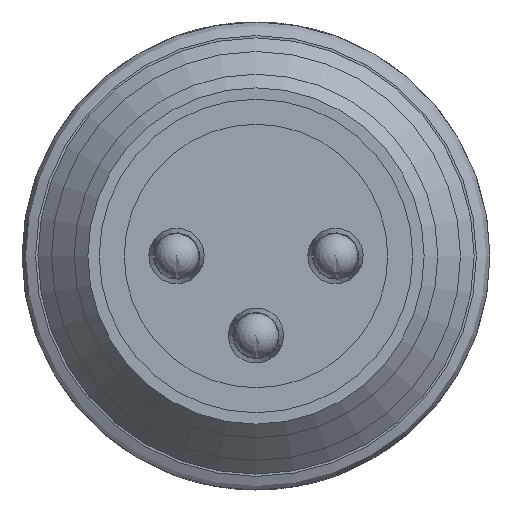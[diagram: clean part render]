
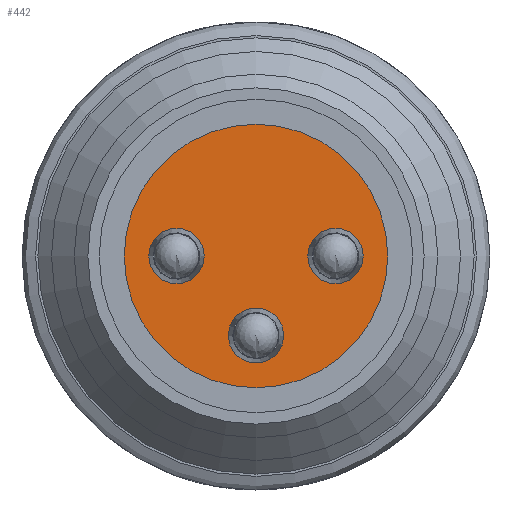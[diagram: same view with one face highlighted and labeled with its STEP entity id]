
A CAD part, left-side view. The second image highlights one B-rep face of the part: STEP entity #442.
In plain terms, the highlighted planar face has unit normal (-1, 0, 0).
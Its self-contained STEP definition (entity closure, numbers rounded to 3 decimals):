
#191=PLANE('',#2389);
#442=ADVANCED_FACE('',(#600,#601,#602,#603),#191,.T.);
#600=FACE_BOUND('',#822,.T.);
#601=FACE_BOUND('',#823,.T.);
#602=FACE_BOUND('',#824,.T.);
#603=FACE_BOUND('',#825,.T.);
#822=EDGE_LOOP('',(#1312));
#823=EDGE_LOOP('',(#1313));
#824=EDGE_LOOP('',(#1314));
#825=EDGE_LOOP('',(#1315));
#1312=ORIENTED_EDGE('',*,*,#1744,.F.);
#1313=ORIENTED_EDGE('',*,*,#1743,.T.);
#1314=ORIENTED_EDGE('',*,*,#1742,.T.);
#1315=ORIENTED_EDGE('',*,*,#1741,.T.);
#1496=VERTEX_POINT('',#5439);
#1497=VERTEX_POINT('',#5442);
#1498=VERTEX_POINT('',#5445);
#1499=VERTEX_POINT('',#5448);
#1741=EDGE_CURVE('',#1496,#1496,#1888,.T.);
#1742=EDGE_CURVE('',#1497,#1497,#1889,.T.);
#1743=EDGE_CURVE('',#1498,#1498,#1890,.T.);
#1744=EDGE_CURVE('',#1499,#1499,#1891,.T.);
#1888=CIRCLE('',#2382,0.613);
#1889=CIRCLE('',#2384,0.613);
#1890=CIRCLE('',#2386,0.613);
#1891=CIRCLE('',#2388,2.9);
#2382=AXIS2_PLACEMENT_3D('',#5438,#2912,#2913);
#2384=AXIS2_PLACEMENT_3D('',#5441,#2916,#2917);
#2386=AXIS2_PLACEMENT_3D('',#5444,#2920,#2921);
#2388=AXIS2_PLACEMENT_3D('',#5447,#2924,#2925);
#2389=AXIS2_PLACEMENT_3D('',#5449,#2926,#2927);
#2912=DIRECTION('',(1.,0.,0.));
#2913=DIRECTION('',(0.,1.,0.));
#2916=DIRECTION('',(1.,0.,0.));
#2917=DIRECTION('',(0.,1.,0.));
#2920=DIRECTION('',(1.,0.,0.));
#2921=DIRECTION('',(0.,1.,0.));
#2924=DIRECTION('',(1.,0.,0.));
#2925=DIRECTION('',(0.,-1.,0.));
#2926=DIRECTION('',(-1.,0.,0.));
#2927=DIRECTION('',(0.,1.,0.));
#5438=CARTESIAN_POINT('',(40.9,51.75,0.));
#5439=CARTESIAN_POINT('',(40.9,52.363,0.));
#5441=CARTESIAN_POINT('',(40.9,48.25,0.));
#5442=CARTESIAN_POINT('',(40.9,48.863,0.));
#5444=CARTESIAN_POINT('',(40.9,50.,-1.75));
#5445=CARTESIAN_POINT('',(40.9,50.613,-1.75));
#5447=CARTESIAN_POINT('',(40.9,50.,0.));
#5448=CARTESIAN_POINT('',(40.9,47.1,0.));
#5449=CARTESIAN_POINT('',(40.9,50.,0.));
